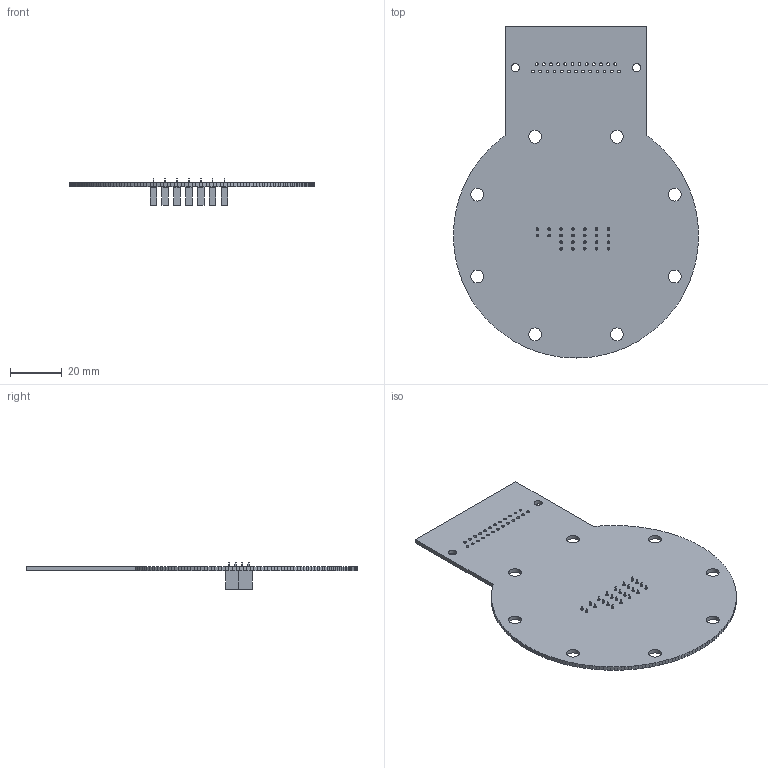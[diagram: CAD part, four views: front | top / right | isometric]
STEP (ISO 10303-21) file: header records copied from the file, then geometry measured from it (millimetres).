
FILE_DESCRIPTION(('KiCad electronic assembly'),'2;1');
FILE_NAME('KF50_DB25_PinHeader.step','2023-11-03T11:58:13',('Pcbnew'),( 'Kicad'),'Open CASCADE STEP processor 7.6','KiCad to STEP converter' ,'Unknown');
FILE_SCHEMA(('AUTOMOTIVE_DESIGN { 1 0 10303 214 1 1 1 1 }'));
Length unit declared in the file: millimetre
Products named in the file (6): KF50_DB25_PinHeader 1; PinSocket_1x04_P2.54mm_Vertical; SOLID; PinSocket_1x02_P2.54mm_Vertical; KF50_DB25_PinHeader PCB
Assembly tree (10 placements, depth 3):
  KF50_DB25_PinHeader 1
    PinSocket_1x04_P2.54mm_Vertical  x5
      SOLID
    PinSocket_1x02_P2.54mm_Vertical  x2
      SOLID
    KF50_DB25_PinHeader PCB
Bounding box: 95 x 128.78 x 10.1 mm (x, y, z)
Volume: 15055.9 mm3; surface area: 20780.3 mm2
Topology: 8 solids, 8 shells, 1052 faces, 2796 edges, 1832 vertices
Faces by surface type: plane 993, cylinder 59
Full cylindrical faces by diameter (mm): 1 x24, 1.1 x25, 3.2 x2, 5 x8
Entity records: 32265 total; most frequent: CARTESIAN_POINT 5687, DIRECTION 4618, LINE 3472, VECTOR 3472, ORIENTED_EDGE 2472, PCURVE 2472, DEFINITIONAL_REPRESENTATION 2472, EDGE_CURVE 1236
